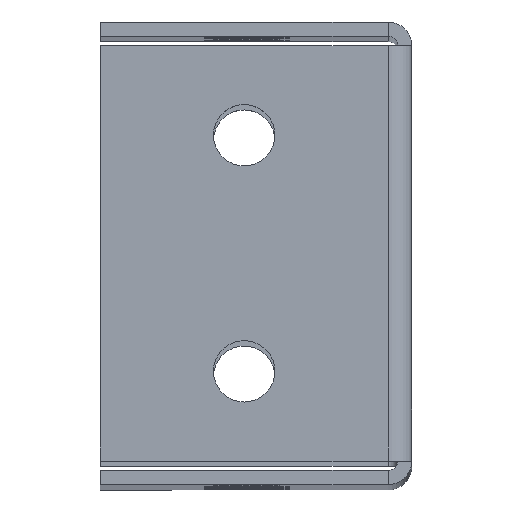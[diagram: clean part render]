
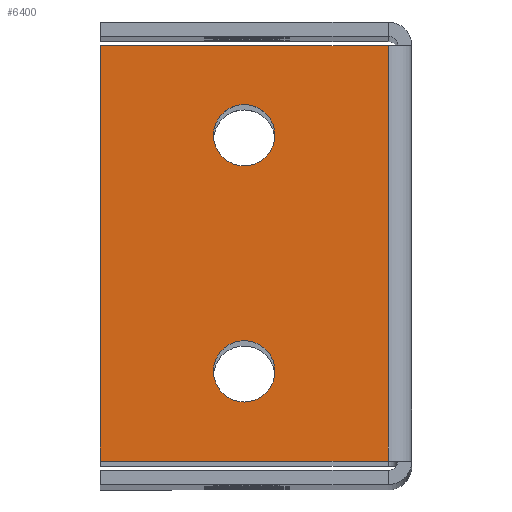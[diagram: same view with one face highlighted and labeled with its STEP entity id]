
A CAD part, top view. The second image highlights one B-rep face of the part: STEP entity #6400.
In plain terms, the highlighted planar face has unit normal (0, 0, 1).
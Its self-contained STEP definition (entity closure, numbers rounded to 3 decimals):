
#51 = CARTESIAN_POINT ( 'NONE',  ( 19.5, -2.5, 326.5 ) ) ;
#256 = ORIENTED_EDGE ( 'NONE', *, *, #6427, .T. ) ;
#382 = VERTEX_POINT ( 'NONE', #4657 ) ;
#405 = ORIENTED_EDGE ( 'NONE', *, *, #510, .T. ) ;
#487 = DIRECTION ( 'NONE',  ( 0., -1., 0. ) ) ;
#502 = ORIENTED_EDGE ( 'NONE', *, *, #5965, .F. ) ;
#510 = EDGE_CURVE ( 'NONE', #3305, #6839, #7506, .T. ) ;
#587 = ORIENTED_EDGE ( 'NONE', *, *, #6194, .T. ) ;
#604 = VERTEX_POINT ( 'NONE', #8345 ) ;
#621 = VERTEX_POINT ( 'NONE', #51 ) ;
#691 = CARTESIAN_POINT ( 'NONE',  ( 19.5, -46.5, 326.5 ) ) ;
#958 = EDGE_CURVE ( 'NONE', #4774, #7238, #6838, .T. ) ;
#996 = ORIENTED_EDGE ( 'NONE', *, *, #6366, .T. ) ;
#998 = CARTESIAN_POINT ( 'NONE',  ( 1., -37., 326.5 ) ) ;
#1003 = EDGE_LOOP ( 'NONE', ( #996, #1110 ) ) ;
#1110 = ORIENTED_EDGE ( 'NONE', *, *, #958, .T. ) ;
#1984 = ORIENTED_EDGE ( 'NONE', *, *, #6442, .T. ) ;
#2280 = ORIENTED_EDGE ( 'NONE', *, *, #6221, .T. ) ;
#3099 = CARTESIAN_POINT ( 'NONE',  ( 1., -12., 326.5 ) ) ;
#3108 = CARTESIAN_POINT ( 'NONE',  ( 7.5, -12., 326.5 ) ) ;
#3149 = AXIS2_PLACEMENT_3D ( 'NONE', #8552, #8007, #7989 ) ;
#3305 = VERTEX_POINT ( 'NONE', #3108 ) ;
#3448 = EDGE_LOOP ( 'NONE', ( #256, #405 ) ) ;
#3743 = AXIS2_PLACEMENT_3D ( 'NONE', #5145, #5147, #5159 ) ;
#4096 = CARTESIAN_POINT ( 'NONE',  ( 7.5, -37., 326.5 ) ) ;
#4657 = CARTESIAN_POINT ( 'NONE',  ( 19.5, -46.5, 326.5 ) ) ;
#4774 = VERTEX_POINT ( 'NONE', #4096 ) ;
#5145 = CARTESIAN_POINT ( 'NONE',  ( 4.25, -12., 326.5 ) ) ;
#5147 = DIRECTION ( 'NONE',  ( 0., 0., -1. ) ) ;
#5159 = DIRECTION ( 'NONE',  ( -1., 0., 0. ) ) ;
#5168 = CARTESIAN_POINT ( 'NONE',  ( -11., -46.5, 326.5 ) ) ;
#5778 = AXIS2_PLACEMENT_3D ( 'NONE', #6207, #6179, #6164 ) ;
#5804 = AXIS2_PLACEMENT_3D ( 'NONE', #5940, #5922, #5907 ) ;
#5897 = AXIS2_PLACEMENT_3D ( 'NONE', #6378, #6374, #6362 ) ;
#5900 = CARTESIAN_POINT ( 'NONE',  ( -11., 0., 326.5 ) ) ;
#5906 = DIRECTION ( 'NONE',  ( 0., -1., 0. ) ) ;
#5907 = DIRECTION ( 'NONE',  ( -1., 0., 0. ) ) ;
#5922 = DIRECTION ( 'NONE',  ( 0., 0., -1. ) ) ;
#5940 = CARTESIAN_POINT ( 'NONE',  ( 4.25, -12., 326.5 ) ) ;
#5965 = EDGE_CURVE ( 'NONE', #621, #382, #8202, .T. ) ;
#6164 = DIRECTION ( 'NONE',  ( -1., 0., 0. ) ) ;
#6179 = DIRECTION ( 'NONE',  ( 0., 0., -1. ) ) ;
#6194 = EDGE_CURVE ( 'NONE', #621, #604, #7690, .T. ) ;
#6207 = CARTESIAN_POINT ( 'NONE',  ( 0., 0., 326.5 ) ) ;
#6211 = PLANE ( 'NONE',  #5778 ) ;
#6221 = EDGE_CURVE ( 'NONE', #8497, #382, #7621, .T. ) ;
#6362 = DIRECTION ( 'NONE',  ( -1., 0., 0. ) ) ;
#6366 = EDGE_CURVE ( 'NONE', #7238, #4774, #7209, .T. ) ;
#6374 = DIRECTION ( 'NONE',  ( 0., 0., -1. ) ) ;
#6378 = CARTESIAN_POINT ( 'NONE',  ( 4.25, -37., 326.5 ) ) ;
#6400 = ADVANCED_FACE ( 'NONE', ( #7143, #7070, #7107 ), #6211, .F. ) ;
#6427 = EDGE_CURVE ( 'NONE', #6839, #3305, #7009, .T. ) ;
#6442 = EDGE_CURVE ( 'NONE', #604, #8497, #7020, .T. ) ;
#6838 = CIRCLE ( 'NONE', #3149, 3.25 ) ;
#6839 = VERTEX_POINT ( 'NONE', #3099 ) ;
#6944 = VECTOR ( 'NONE', #5906, 1000. ) ;
#7009 = CIRCLE ( 'NONE', #5804, 3.25 ) ;
#7020 = LINE ( 'NONE', #5900, #6944 ) ;
#7070 = FACE_BOUND ( 'NONE', #3448, .T. ) ;
#7107 = FACE_OUTER_BOUND ( 'NONE', #7255, .T. ) ;
#7143 = FACE_BOUND ( 'NONE', #1003, .T. ) ;
#7209 = CIRCLE ( 'NONE', #5897, 3.25 ) ;
#7238 = VERTEX_POINT ( 'NONE', #998 ) ;
#7245 = DIRECTION ( 'NONE',  ( 1., 0., 0. ) ) ;
#7255 = EDGE_LOOP ( 'NONE', ( #502, #587, #1984, #2280 ) ) ;
#7290 = CARTESIAN_POINT ( 'NONE',  ( 0., -46.5, 326.5 ) ) ;
#7399 = CARTESIAN_POINT ( 'NONE',  ( 0., -2.5, 326.5 ) ) ;
#7473 = DIRECTION ( 'NONE',  ( -1., 0., 0. ) ) ;
#7506 = CIRCLE ( 'NONE', #3743, 3.25 ) ;
#7621 = LINE ( 'NONE', #7290, #7650 ) ;
#7650 = VECTOR ( 'NONE', #7245, 1000. ) ;
#7690 = LINE ( 'NONE', #7399, #7709 ) ;
#7709 = VECTOR ( 'NONE', #7473, 1000. ) ;
#7989 = DIRECTION ( 'NONE',  ( -1., 0., 0. ) ) ;
#8007 = DIRECTION ( 'NONE',  ( 0., 0., -1. ) ) ;
#8199 = VECTOR ( 'NONE', #487, 1000. ) ;
#8202 = LINE ( 'NONE', #691, #8199 ) ;
#8345 = CARTESIAN_POINT ( 'NONE',  ( -11., -2.5, 326.5 ) ) ;
#8497 = VERTEX_POINT ( 'NONE', #5168 ) ;
#8552 = CARTESIAN_POINT ( 'NONE',  ( 4.25, -37., 326.5 ) ) ;
